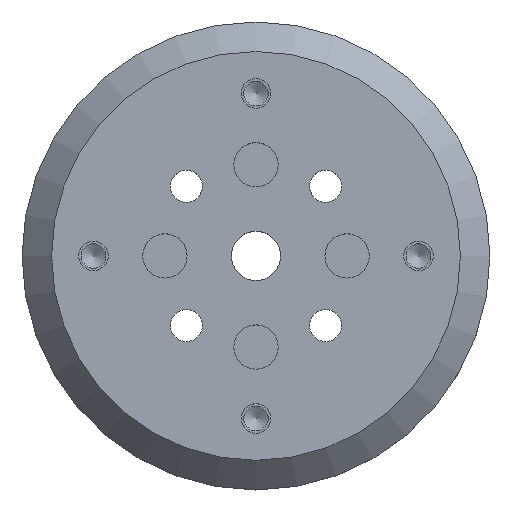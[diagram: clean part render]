
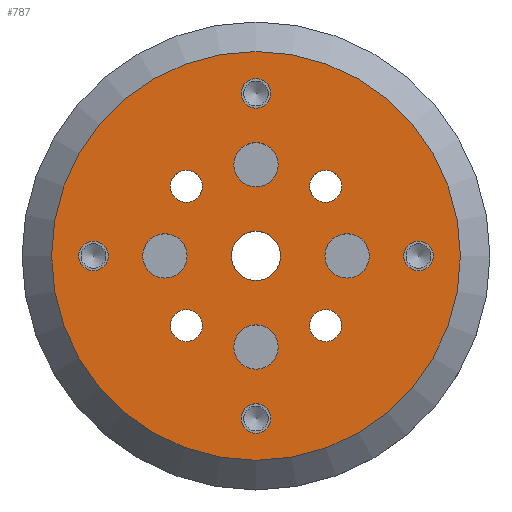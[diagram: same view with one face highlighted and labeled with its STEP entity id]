
A CAD part, top view. The second image highlights one B-rep face of the part: STEP entity #787.
In plain terms, the highlighted planar face has unit normal (0, 0, 1).
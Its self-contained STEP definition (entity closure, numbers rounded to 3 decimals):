
#787=ADVANCED_FACE('',(#1125,#1126,#1127,#1128,#1129,#1130,#1131,#1132,#1133,
#1134,#1135,#1136,#1137,#1138),#935,.F.);
#935=PLANE('',#3524);
#1125=FACE_BOUND('',#1494,.T.);
#1126=FACE_BOUND('',#1495,.T.);
#1127=FACE_BOUND('',#1496,.T.);
#1128=FACE_BOUND('',#1497,.T.);
#1129=FACE_BOUND('',#1498,.T.);
#1130=FACE_BOUND('',#1499,.T.);
#1131=FACE_BOUND('',#1500,.T.);
#1132=FACE_BOUND('',#1501,.T.);
#1133=FACE_BOUND('',#1502,.T.);
#1134=FACE_BOUND('',#1503,.T.);
#1135=FACE_BOUND('',#1504,.T.);
#1136=FACE_BOUND('',#1505,.T.);
#1137=FACE_BOUND('',#1506,.T.);
#1138=FACE_BOUND('',#1507,.T.);
#1494=EDGE_LOOP('',(#2150));
#1495=EDGE_LOOP('',(#2151));
#1496=EDGE_LOOP('',(#2152));
#1497=EDGE_LOOP('',(#2153));
#1498=EDGE_LOOP('',(#2154));
#1499=EDGE_LOOP('',(#2155));
#1500=EDGE_LOOP('',(#2156));
#1501=EDGE_LOOP('',(#2157));
#1502=EDGE_LOOP('',(#2158));
#1503=EDGE_LOOP('',(#2159));
#1504=EDGE_LOOP('',(#2160));
#1505=EDGE_LOOP('',(#2161));
#1506=EDGE_LOOP('',(#2162));
#1507=EDGE_LOOP('',(#2163));
#2150=ORIENTED_EDGE('',*,*,#2968,.T.);
#2151=ORIENTED_EDGE('',*,*,#2969,.T.);
#2152=ORIENTED_EDGE('',*,*,#2970,.T.);
#2153=ORIENTED_EDGE('',*,*,#2971,.F.);
#2154=ORIENTED_EDGE('',*,*,#2972,.T.);
#2155=ORIENTED_EDGE('',*,*,#2973,.T.);
#2156=ORIENTED_EDGE('',*,*,#2974,.T.);
#2157=ORIENTED_EDGE('',*,*,#2975,.T.);
#2158=ORIENTED_EDGE('',*,*,#2976,.T.);
#2159=ORIENTED_EDGE('',*,*,#2967,.T.);
#2160=ORIENTED_EDGE('',*,*,#2977,.T.);
#2161=ORIENTED_EDGE('',*,*,#2978,.T.);
#2162=ORIENTED_EDGE('',*,*,#2979,.T.);
#2163=ORIENTED_EDGE('',*,*,#2980,.T.);
#2609=VERTEX_POINT('',#5614);
#2610=VERTEX_POINT('',#5617);
#2611=VERTEX_POINT('',#5619);
#2612=VERTEX_POINT('',#5621);
#2613=VERTEX_POINT('',#5623);
#2614=VERTEX_POINT('',#5625);
#2615=VERTEX_POINT('',#5627);
#2616=VERTEX_POINT('',#5629);
#2617=VERTEX_POINT('',#5631);
#2618=VERTEX_POINT('',#5633);
#2619=VERTEX_POINT('',#5635);
#2620=VERTEX_POINT('',#5637);
#2621=VERTEX_POINT('',#5639);
#2622=VERTEX_POINT('',#5641);
#2967=EDGE_CURVE('',#2609,#2609,#3195,.T.);
#2968=EDGE_CURVE('',#2610,#2610,#3196,.T.);
#2969=EDGE_CURVE('',#2611,#2611,#3197,.T.);
#2970=EDGE_CURVE('',#2612,#2612,#3198,.T.);
#2971=EDGE_CURVE('',#2613,#2613,#3199,.T.);
#2972=EDGE_CURVE('',#2614,#2614,#3200,.T.);
#2973=EDGE_CURVE('',#2615,#2615,#3201,.T.);
#2974=EDGE_CURVE('',#2616,#2616,#3202,.T.);
#2975=EDGE_CURVE('',#2617,#2617,#3203,.T.);
#2976=EDGE_CURVE('',#2618,#2618,#3204,.T.);
#2977=EDGE_CURVE('',#2619,#2619,#3205,.T.);
#2978=EDGE_CURVE('',#2620,#2620,#3206,.T.);
#2979=EDGE_CURVE('',#2621,#2621,#3207,.T.);
#2980=EDGE_CURVE('',#2622,#2622,#3208,.T.);
#3195=CIRCLE('',#3509,3.);
#3196=CIRCLE('',#3511,41.5);
#3197=CIRCLE('',#3512,4.5);
#3198=CIRCLE('',#3513,4.5);
#3199=CIRCLE('',#3514,5.);
#3200=CIRCLE('',#3515,3.25);
#3201=CIRCLE('',#3516,3.25);
#3202=CIRCLE('',#3517,3.25);
#3203=CIRCLE('',#3518,3.25);
#3204=CIRCLE('',#3519,3.);
#3205=CIRCLE('',#3520,3.);
#3206=CIRCLE('',#3521,3.);
#3207=CIRCLE('',#3522,4.5);
#3208=CIRCLE('',#3523,4.5);
#3509=AXIS2_PLACEMENT_3D('',#5613,#4237,#4238);
#3511=AXIS2_PLACEMENT_3D('',#5616,#4241,#4242);
#3512=AXIS2_PLACEMENT_3D('',#5618,#4243,#4244);
#3513=AXIS2_PLACEMENT_3D('',#5620,#4245,#4246);
#3514=AXIS2_PLACEMENT_3D('',#5622,#4247,#4248);
#3515=AXIS2_PLACEMENT_3D('',#5624,#4249,#4250);
#3516=AXIS2_PLACEMENT_3D('',#5626,#4251,#4252);
#3517=AXIS2_PLACEMENT_3D('',#5628,#4253,#4254);
#3518=AXIS2_PLACEMENT_3D('',#5630,#4255,#4256);
#3519=AXIS2_PLACEMENT_3D('',#5632,#4257,#4258);
#3520=AXIS2_PLACEMENT_3D('',#5634,#4259,#4260);
#3521=AXIS2_PLACEMENT_3D('',#5636,#4261,#4262);
#3522=AXIS2_PLACEMENT_3D('',#5638,#4263,#4264);
#3523=AXIS2_PLACEMENT_3D('',#5640,#4265,#4266);
#3524=AXIS2_PLACEMENT_3D('',#5642,#4267,#4268);
#4237=DIRECTION('',(0.,0.,-1.));
#4238=DIRECTION('',(0.,1.,0.));
#4241=DIRECTION('',(0.,0.,1.));
#4242=DIRECTION('',(-1.,0.,0.));
#4243=DIRECTION('',(0.,0.,-1.));
#4244=DIRECTION('',(-1.,0.,0.));
#4245=DIRECTION('',(0.,0.,-1.));
#4246=DIRECTION('',(1.,0.,0.));
#4247=DIRECTION('',(0.,0.,1.));
#4248=DIRECTION('',(-1.,0.,0.));
#4249=DIRECTION('',(0.,0.,-1.));
#4250=DIRECTION('',(0.,1.,0.));
#4251=DIRECTION('',(0.,0.,-1.));
#4252=DIRECTION('',(1.,0.,0.));
#4253=DIRECTION('',(0.,0.,-1.));
#4254=DIRECTION('',(0.,-1.,0.));
#4255=DIRECTION('',(0.,0.,-1.));
#4256=DIRECTION('',(-1.,0.,0.));
#4257=DIRECTION('',(0.,0.,-1.));
#4258=DIRECTION('',(-1.,0.,0.));
#4259=DIRECTION('',(0.,0.,-1.));
#4260=DIRECTION('',(0.,-1.,0.));
#4261=DIRECTION('',(0.,0.,-1.));
#4262=DIRECTION('',(1.,0.,0.));
#4263=DIRECTION('',(0.,0.,-1.));
#4264=DIRECTION('',(0.,-1.,0.));
#4265=DIRECTION('',(0.,0.,-1.));
#4266=DIRECTION('',(0.,1.,0.));
#4267=DIRECTION('',(0.,0.,-1.));
#4268=DIRECTION('',(1.,0.,0.));
#5613=CARTESIAN_POINT('',(0.,0.,34.5));
#5614=CARTESIAN_POINT('',(0.,3.,34.5));
#5616=CARTESIAN_POINT('',(0.,33.,34.5));
#5617=CARTESIAN_POINT('',(-41.5,33.,34.5));
#5618=CARTESIAN_POINT('',(18.5,33.,34.5));
#5619=CARTESIAN_POINT('',(14.,33.,34.5));
#5620=CARTESIAN_POINT('',(-18.5,33.,34.5));
#5621=CARTESIAN_POINT('',(-14.,33.,34.5));
#5622=CARTESIAN_POINT('',(0.,33.,34.5));
#5623=CARTESIAN_POINT('',(-5.,33.,34.5));
#5624=CARTESIAN_POINT('',(-14.142,18.858,34.5));
#5625=CARTESIAN_POINT('',(-14.142,22.108,34.5));
#5626=CARTESIAN_POINT('',(-14.142,47.142,34.5));
#5627=CARTESIAN_POINT('',(-10.892,47.142,34.5));
#5628=CARTESIAN_POINT('',(14.142,47.142,34.5));
#5629=CARTESIAN_POINT('',(14.142,43.892,34.5));
#5630=CARTESIAN_POINT('',(14.142,18.858,34.5));
#5631=CARTESIAN_POINT('',(10.892,18.858,34.5));
#5632=CARTESIAN_POINT('',(33.,33.,34.5));
#5633=CARTESIAN_POINT('',(30.,33.,34.5));
#5634=CARTESIAN_POINT('',(0.,66.,34.5));
#5635=CARTESIAN_POINT('',(0.,63.,34.5));
#5636=CARTESIAN_POINT('',(-33.,33.,34.5));
#5637=CARTESIAN_POINT('',(-30.,33.,34.5));
#5638=CARTESIAN_POINT('',(0.,51.5,34.5));
#5639=CARTESIAN_POINT('',(0.,47.,34.5));
#5640=CARTESIAN_POINT('',(0.,14.5,34.5));
#5641=CARTESIAN_POINT('',(0.,19.,34.5));
#5642=CARTESIAN_POINT('',(0.,33.,34.5));
